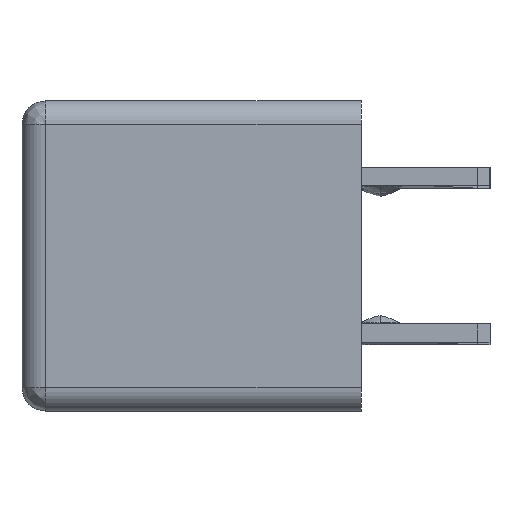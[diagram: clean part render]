
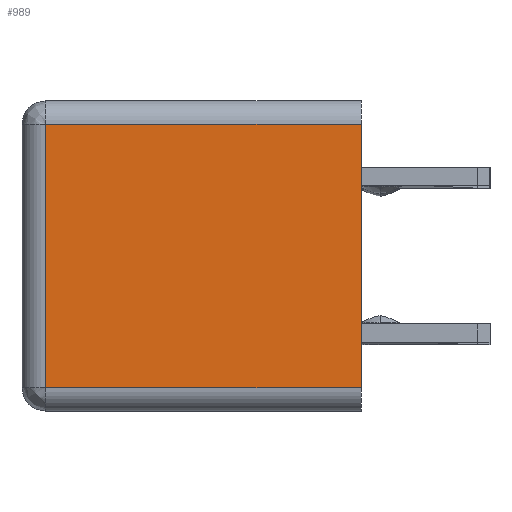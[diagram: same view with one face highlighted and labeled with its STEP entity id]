
A CAD part, left-side view. The second image highlights one B-rep face of the part: STEP entity #989.
In plain terms, the highlighted planar face has unit normal (1, 0, 0).
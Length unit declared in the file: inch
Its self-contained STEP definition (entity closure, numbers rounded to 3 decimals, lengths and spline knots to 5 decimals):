
#295 = EDGE_LOOP ( 'NONE', ( #5624, #502, #1709, #4776 ) ) ;
#502 = ORIENTED_EDGE ( 'NONE', *, *, #2575, .T. ) ;
#512 = CARTESIAN_POINT ( 'NONE',  ( -0.38718, 0.15916, 0.10139 ) ) ;
#778 = VERTEX_POINT ( 'NONE', #4396 ) ;
#989 = ADVANCED_FACE ( 'NONE', ( #2741 ), #2068, .T. ) ;
#996 = AXIS2_PLACEMENT_3D ( 'NONE', #1554, #3842, #2673 ) ;
#1277 = DIRECTION ( 'NONE',  ( 0., 1., 0. ) ) ;
#1497 = VECTOR ( 'NONE', #2523, 39.37008 ) ;
#1502 = VECTOR ( 'NONE', #4658, 39.37008 ) ;
#1554 = CARTESIAN_POINT ( 'NONE',  ( -0.38718, 0.15916, -0.12361 ) ) ;
#1709 = ORIENTED_EDGE ( 'NONE', *, *, #5320, .F. ) ;
#2005 = LINE ( 'NONE', #5195, #4010 ) ;
#2068 = PLANE ( 'NONE',  #996 ) ;
#2523 = DIRECTION ( 'NONE',  ( 0., 0., 1. ) ) ;
#2575 = EDGE_CURVE ( 'NONE', #4705, #6400, #6663, .T. ) ;
#2673 = DIRECTION ( 'NONE',  ( 0., 0., -1. ) ) ;
#2741 = FACE_OUTER_BOUND ( 'NONE', #295, .T. ) ;
#3249 = EDGE_CURVE ( 'NONE', #4164, #4705, #6631, .T. ) ;
#3803 = CARTESIAN_POINT ( 'NONE',  ( -0.38718, 0.13916, -0.12361 ) ) ;
#3842 = DIRECTION ( 'NONE',  ( 1., 0., 0. ) ) ;
#4010 = VECTOR ( 'NONE', #4111, 39.37008 ) ;
#4064 = CARTESIAN_POINT ( 'NONE',  ( -0.38718, 0.13916, -0.12361 ) ) ;
#4111 = DIRECTION ( 'NONE',  ( 0., 0., 1. ) ) ;
#4164 = VERTEX_POINT ( 'NONE', #3803 ) ;
#4224 = VECTOR ( 'NONE', #1277, 39.37008 ) ;
#4298 = CARTESIAN_POINT ( 'NONE',  ( -0.38718, 0.15916, -0.12361 ) ) ;
#4396 = CARTESIAN_POINT ( 'NONE',  ( -0.38718, -0.13084, -0.12361 ) ) ;
#4584 = CARTESIAN_POINT ( 'NONE',  ( -0.38718, -0.13084, 0.10139 ) ) ;
#4658 = DIRECTION ( 'NONE',  ( 0., -1., 0. ) ) ;
#4705 = VERTEX_POINT ( 'NONE', #5749 ) ;
#4776 = ORIENTED_EDGE ( 'NONE', *, *, #6616, .T. ) ;
#4806 = LINE ( 'NONE', #4298, #4224 ) ;
#5195 = CARTESIAN_POINT ( 'NONE',  ( -0.38718, -0.13084, -0.12361 ) ) ;
#5320 = EDGE_CURVE ( 'NONE', #778, #6400, #2005, .T. ) ;
#5624 = ORIENTED_EDGE ( 'NONE', *, *, #3249, .T. ) ;
#5749 = CARTESIAN_POINT ( 'NONE',  ( -0.38718, 0.13916, 0.10139 ) ) ;
#6400 = VERTEX_POINT ( 'NONE', #4584 ) ;
#6616 = EDGE_CURVE ( 'NONE', #778, #4164, #4806, .T. ) ;
#6631 = LINE ( 'NONE', #4064, #1497 ) ;
#6663 = LINE ( 'NONE', #512, #1502 ) ;
